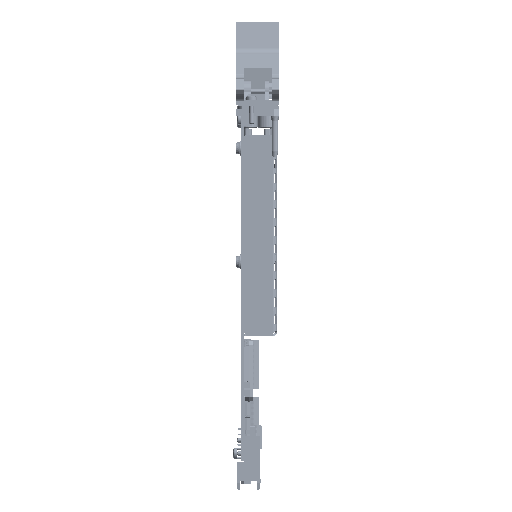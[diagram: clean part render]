
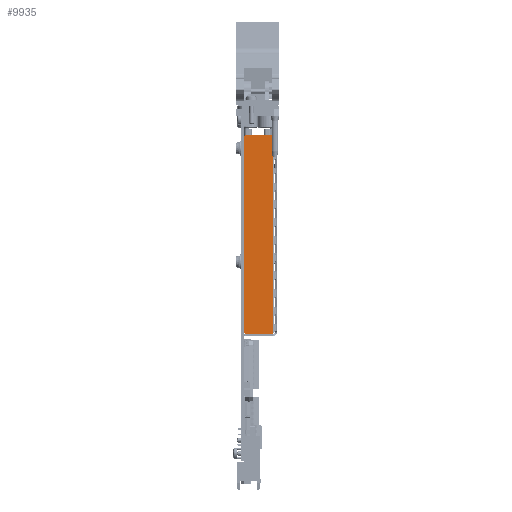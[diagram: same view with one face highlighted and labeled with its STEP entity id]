
A CAD part, front view. The second image highlights one B-rep face of the part: STEP entity #9935.
In plain terms, the highlighted planar face has unit normal (0, -1, 0).
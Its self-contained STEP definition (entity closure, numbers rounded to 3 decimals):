
#7755 = AXIS2_PLACEMENT_3D ( 'NONE', #46272, #46273, #46274 ) ;
#7760 = AXIS2_PLACEMENT_3D ( 'NONE', #46290, #46291, #46292 ) ;
#9935 = ADVANCED_FACE ( 'NONE', ( #81490 ), #85876, .F. ) ;
#27093 = VERTEX_POINT ( 'NONE', #53754 ) ;
#27127 = VERTEX_POINT ( 'NONE', #53784 ) ;
#27137 = VERTEX_POINT ( 'NONE', #53794 ) ;
#27149 = VERTEX_POINT ( 'NONE', #53804 ) ;
#27150 = VERTEX_POINT ( 'NONE', #53805 ) ;
#27153 = VERTEX_POINT ( 'NONE', #53808 ) ;
#46264 = DIRECTION ( 'NONE',  ( -1., 0., 0. ) ) ;
#46271 = CARTESIAN_POINT ( 'NONE',  ( -27.83, -29.887, -10.739 ) ) ;
#46272 = CARTESIAN_POINT ( 'NONE',  ( -40.83, -29.887, -11.739 ) ) ;
#46273 = DIRECTION ( 'NONE',  ( 0., -1., 0. ) ) ;
#46274 = DIRECTION ( 'NONE',  ( -1., 0., 0. ) ) ;
#46275 = CARTESIAN_POINT ( 'NONE',  ( -28.83, -29.887, -102.739 ) ) ;
#46276 = DIRECTION ( 'NONE',  ( 0., 0., -1. ) ) ;
#46277 = CARTESIAN_POINT ( 'NONE',  ( -28.83, -29.887, -101.668 ) ) ;
#46278 = DIRECTION ( 'NONE',  ( -1., 0., 0. ) ) ;
#46279 = CARTESIAN_POINT ( 'NONE',  ( -41.83, -29.887, -10.739 ) ) ;
#46280 = DIRECTION ( 'NONE',  ( 0., 0., -1. ) ) ;
#46290 = CARTESIAN_POINT ( 'NONE',  ( -40.83, -29.887, -100.668 ) ) ;
#46291 = DIRECTION ( 'NONE',  ( 0., -1., 0. ) ) ;
#46292 = DIRECTION ( 'NONE',  ( -1., 0., 0. ) ) ;
#53754 = CARTESIAN_POINT ( 'NONE',  ( -40.83, -29.887, -101.668 ) ) ;
#53784 = CARTESIAN_POINT ( 'NONE',  ( -41.83, -29.887, -11.739 ) ) ;
#53794 = CARTESIAN_POINT ( 'NONE',  ( -41.83, -29.887, -100.668 ) ) ;
#53804 = CARTESIAN_POINT ( 'NONE',  ( -28.83, -29.887, -101.668 ) ) ;
#53805 = CARTESIAN_POINT ( 'NONE',  ( -28.83, -29.887, -10.739 ) ) ;
#53808 = CARTESIAN_POINT ( 'NONE',  ( -40.83, -29.887, -10.739 ) ) ;
#81490 = FACE_OUTER_BOUND ( 'NONE', #146263, .T. ) ;
#82332 = AXIS2_PLACEMENT_3D ( 'NONE', #85909, #85913, #85918 ) ;
#85876 = PLANE ( 'NONE',  #82332 ) ;
#85909 = CARTESIAN_POINT ( 'NONE',  ( -27.83, -29.887, -10.739 ) ) ;
#85913 = DIRECTION ( 'NONE',  ( 0., 1., 0. ) ) ;
#85918 = DIRECTION ( 'NONE',  ( -1., 0., 0. ) ) ;
#100532 = CIRCLE ( 'NONE', #7755, 1. ) ;
#100539 = LINE ( 'NONE', #46271, #100550 ) ;
#100545 = CIRCLE ( 'NONE', #7760, 1. ) ;
#100548 = LINE ( 'NONE', #46275, #100558 ) ;
#100550 = VECTOR ( 'NONE', #46264, 1000. ) ;
#100554 = LINE ( 'NONE', #46277, #100567 ) ;
#100558 = VECTOR ( 'NONE', #46276, 1000. ) ;
#100563 = LINE ( 'NONE', #46279, #100574 ) ;
#100567 = VECTOR ( 'NONE', #46278, 1000. ) ;
#100574 = VECTOR ( 'NONE', #46280, 1000. ) ;
#146263 = EDGE_LOOP ( 'NONE', ( #185464, #185469, #185472, #185475, #185478, #185481 ) ) ;
#156860 = EDGE_CURVE ( 'NONE', #27153, #27127, #100532, .T. ) ;
#156862 = EDGE_CURVE ( 'NONE', #27150, #27153, #100539, .T. ) ;
#156864 = EDGE_CURVE ( 'NONE', #27150, #27149, #100548, .T. ) ;
#156866 = EDGE_CURVE ( 'NONE', #27149, #27093, #100554, .T. ) ;
#156869 = EDGE_CURVE ( 'NONE', #27127, #27137, #100563, .T. ) ;
#156877 = EDGE_CURVE ( 'NONE', #27137, #27093, #100545, .T. ) ;
#185464 = ORIENTED_EDGE ( 'NONE', *, *, #156869, .T. ) ;
#185469 = ORIENTED_EDGE ( 'NONE', *, *, #156877, .T. ) ;
#185472 = ORIENTED_EDGE ( 'NONE', *, *, #156866, .F. ) ;
#185475 = ORIENTED_EDGE ( 'NONE', *, *, #156864, .F. ) ;
#185478 = ORIENTED_EDGE ( 'NONE', *, *, #156862, .T. ) ;
#185481 = ORIENTED_EDGE ( 'NONE', *, *, #156860, .T. ) ;
